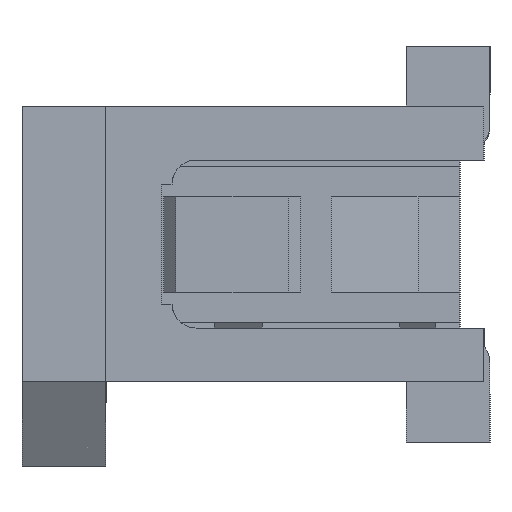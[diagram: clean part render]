
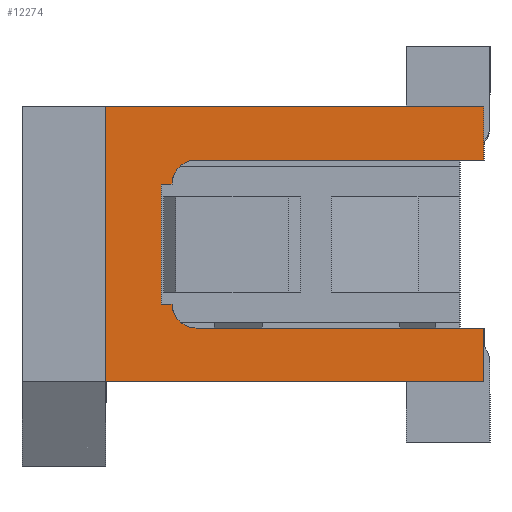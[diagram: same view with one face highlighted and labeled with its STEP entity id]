
A CAD part, left-side view. The second image highlights one B-rep face of the part: STEP entity #12274.
In plain terms, the highlighted planar face has unit normal (-1, 0, 0).
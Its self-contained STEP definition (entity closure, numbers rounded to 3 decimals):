
#312 = VERTEX_POINT ( 'NONE', #1232 ) ;
#932 = DIRECTION ( 'NONE',  ( 0., -1., 0. ) ) ;
#938 = DIRECTION ( 'NONE',  ( 0., 1., 0. ) ) ;
#1052 = VECTOR ( 'NONE', #13850, 1000. ) ;
#1080 = LINE ( 'NONE', #7675, #18109 ) ;
#1085 = DIRECTION ( 'NONE',  ( 0., 0., 1. ) ) ;
#1115 = EDGE_LOOP ( 'NONE', ( #7170, #15859, #13957, #10306, #16843, #14277, #9283, #4308, #9416, #16151, #17423, #1912 ) ) ;
#1232 = CARTESIAN_POINT ( 'NONE',  ( -3.95, 0.05, 1.15 ) ) ;
#1330 = CARTESIAN_POINT ( 'NONE',  ( -3.95, 3.2, 1.15 ) ) ;
#1612 = CARTESIAN_POINT ( 'NONE',  ( -3.95, 3.2, 1.15 ) ) ;
#1912 = ORIENTED_EDGE ( 'NONE', *, *, #4191, .F. ) ;
#2299 = LINE ( 'NONE', #7966, #9321 ) ;
#2444 = AXIS2_PLACEMENT_3D ( 'NONE', #14348, #14529, #11449 ) ;
#2451 = CARTESIAN_POINT ( 'NONE',  ( -3.95, 2.45, 0.5 ) ) ;
#2768 = DIRECTION ( 'NONE',  ( 0., 0., -1. ) ) ;
#2906 = CARTESIAN_POINT ( 'NONE',  ( -3.95, 2.738, 0.5 ) ) ;
#3088 = EDGE_CURVE ( 'NONE', #15325, #9814, #5148, .T. ) ;
#3140 = VERTEX_POINT ( 'NONE', #12847 ) ;
#3237 = CARTESIAN_POINT ( 'NONE',  ( -3.95, 2.65, 0.5 ) ) ;
#3320 = VECTOR ( 'NONE', #2768, 1000. ) ;
#3377 = CARTESIAN_POINT ( 'NONE',  ( -3.95, 0.05, -0.7 ) ) ;
#3594 = VECTOR ( 'NONE', #13062, 1000. ) ;
#3600 = CARTESIAN_POINT ( 'NONE',  ( -3.95, 2.45, -0.5 ) ) ;
#3808 = EDGE_CURVE ( 'NONE', #312, #10290, #14121, .T. ) ;
#3919 = CIRCLE ( 'NONE', #13421, 0.2 ) ;
#4024 = VECTOR ( 'NONE', #12349, 1000. ) ;
#4041 = CARTESIAN_POINT ( 'NONE',  ( -3.95, 0.05, -1.15 ) ) ;
#4112 = CARTESIAN_POINT ( 'NONE',  ( -3.95, 0.05, 1.15 ) ) ;
#4191 = EDGE_CURVE ( 'NONE', #17562, #10688, #1080, .T. ) ;
#4308 = ORIENTED_EDGE ( 'NONE', *, *, #8356, .T. ) ;
#4954 = LINE ( 'NONE', #9287, #15337 ) ;
#5147 = EDGE_CURVE ( 'NONE', #9922, #3140, #17404, .T. ) ;
#5148 = LINE ( 'NONE', #2906, #15736 ) ;
#5326 = CARTESIAN_POINT ( 'NONE',  ( -3.95, 2.65, 0.5 ) ) ;
#5453 = EDGE_CURVE ( 'NONE', #12049, #5830, #3919, .T. ) ;
#5473 = VERTEX_POINT ( 'NONE', #15265 ) ;
#5830 = VERTEX_POINT ( 'NONE', #5326 ) ;
#6192 = DIRECTION ( 'NONE',  ( 0., 1., 0. ) ) ;
#6694 = DIRECTION ( 'NONE',  ( 0., 0., -1. ) ) ;
#6906 = CARTESIAN_POINT ( 'NONE',  ( -3.95, 0.05, -0.7 ) ) ;
#7170 = ORIENTED_EDGE ( 'NONE', *, *, #8225, .F. ) ;
#7326 = LINE ( 'NONE', #16496, #4024 ) ;
#7675 = CARTESIAN_POINT ( 'NONE',  ( -3.95, 0.05, -1.15 ) ) ;
#7906 = DIRECTION ( 'NONE',  ( 0., 0., -1. ) ) ;
#7966 = CARTESIAN_POINT ( 'NONE',  ( -3.95, 2.45, 0.7 ) ) ;
#8063 = CARTESIAN_POINT ( 'NONE',  ( -3.95, 2.738, -0.5 ) ) ;
#8225 = EDGE_CURVE ( 'NONE', #9922, #17562, #4954, .T. ) ;
#8236 = VECTOR ( 'NONE', #6694, 1000. ) ;
#8356 = EDGE_CURVE ( 'NONE', #12049, #10290, #2299, .T. ) ;
#8998 = EDGE_CURVE ( 'NONE', #5830, #15325, #15294, .T. ) ;
#9283 = ORIENTED_EDGE ( 'NONE', *, *, #5453, .F. ) ;
#9287 = CARTESIAN_POINT ( 'NONE',  ( -3.95, 0.05, -0.7 ) ) ;
#9321 = VECTOR ( 'NONE', #932, 1000. ) ;
#9362 = DIRECTION ( 'NONE',  ( -1., 0., 0. ) ) ;
#9416 = ORIENTED_EDGE ( 'NONE', *, *, #3808, .F. ) ;
#9500 = DIRECTION ( 'NONE',  ( -1., 0., 0. ) ) ;
#9612 = VERTEX_POINT ( 'NONE', #1612 ) ;
#9814 = VERTEX_POINT ( 'NONE', #8063 ) ;
#9922 = VERTEX_POINT ( 'NONE', #6906 ) ;
#10290 = VERTEX_POINT ( 'NONE', #13452 ) ;
#10306 = ORIENTED_EDGE ( 'NONE', *, *, #11490, .F. ) ;
#10513 = DIRECTION ( 'NONE',  ( 0., 1., 0. ) ) ;
#10688 = VERTEX_POINT ( 'NONE', #11645 ) ;
#11208 = LINE ( 'NONE', #1330, #1052 ) ;
#11257 = CIRCLE ( 'NONE', #12654, 0.2 ) ;
#11280 = DIRECTION ( 'NONE',  ( 0., 0., -1. ) ) ;
#11449 = DIRECTION ( 'NONE',  ( 0., 1., 0. ) ) ;
#11490 = EDGE_CURVE ( 'NONE', #9814, #5473, #7326, .T. ) ;
#11645 = CARTESIAN_POINT ( 'NONE',  ( -3.95, 3.2, -1.15 ) ) ;
#12049 = VERTEX_POINT ( 'NONE', #16953 ) ;
#12274 = ADVANCED_FACE ( 'NONE', ( #14335 ), #15759, .F. ) ;
#12349 = DIRECTION ( 'NONE',  ( 0., -1., 0. ) ) ;
#12639 = EDGE_CURVE ( 'NONE', #9612, #312, #11208, .T. ) ;
#12654 = AXIS2_PLACEMENT_3D ( 'NONE', #3600, #9362, #938 ) ;
#12847 = CARTESIAN_POINT ( 'NONE',  ( -3.95, 2.45, -0.7 ) ) ;
#13062 = DIRECTION ( 'NONE',  ( 0., 1., 0. ) ) ;
#13421 = AXIS2_PLACEMENT_3D ( 'NONE', #2451, #9500, #1085 ) ;
#13452 = CARTESIAN_POINT ( 'NONE',  ( -3.95, 0.05, 0.7 ) ) ;
#13542 = LINE ( 'NONE', #18142, #8236 ) ;
#13850 = DIRECTION ( 'NONE',  ( 0., -1., 0. ) ) ;
#13957 = ORIENTED_EDGE ( 'NONE', *, *, #18127, .F. ) ;
#13970 = EDGE_CURVE ( 'NONE', #9612, #10688, #13542, .T. ) ;
#14121 = LINE ( 'NONE', #4112, #3320 ) ;
#14277 = ORIENTED_EDGE ( 'NONE', *, *, #8998, .F. ) ;
#14335 = FACE_OUTER_BOUND ( 'NONE', #1115, .T. ) ;
#14348 = CARTESIAN_POINT ( 'NONE',  ( -3.95, 0., 0. ) ) ;
#14529 = DIRECTION ( 'NONE',  ( 1., 0., 0. ) ) ;
#15265 = CARTESIAN_POINT ( 'NONE',  ( -3.95, 2.65, -0.5 ) ) ;
#15294 = LINE ( 'NONE', #3237, #3594 ) ;
#15325 = VERTEX_POINT ( 'NONE', #17155 ) ;
#15337 = VECTOR ( 'NONE', #7906, 1000. ) ;
#15736 = VECTOR ( 'NONE', #11280, 1000. ) ;
#15759 = PLANE ( 'NONE',  #2444 ) ;
#15859 = ORIENTED_EDGE ( 'NONE', *, *, #5147, .T. ) ;
#16151 = ORIENTED_EDGE ( 'NONE', *, *, #12639, .F. ) ;
#16496 = CARTESIAN_POINT ( 'NONE',  ( -3.95, 2.738, -0.5 ) ) ;
#16843 = ORIENTED_EDGE ( 'NONE', *, *, #3088, .F. ) ;
#16953 = CARTESIAN_POINT ( 'NONE',  ( -3.95, 2.45, 0.7 ) ) ;
#17155 = CARTESIAN_POINT ( 'NONE',  ( -3.95, 2.738, 0.5 ) ) ;
#17404 = LINE ( 'NONE', #3377, #17646 ) ;
#17423 = ORIENTED_EDGE ( 'NONE', *, *, #13970, .T. ) ;
#17562 = VERTEX_POINT ( 'NONE', #4041 ) ;
#17646 = VECTOR ( 'NONE', #10513, 1000. ) ;
#18109 = VECTOR ( 'NONE', #6192, 1000. ) ;
#18127 = EDGE_CURVE ( 'NONE', #5473, #3140, #11257, .T. ) ;
#18142 = CARTESIAN_POINT ( 'NONE',  ( -3.95, 3.2, 1.15 ) ) ;
